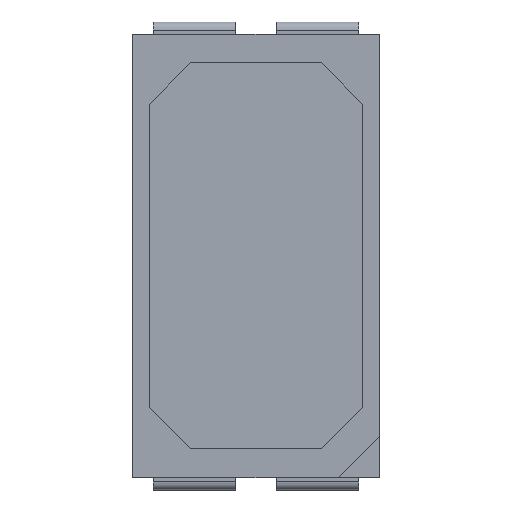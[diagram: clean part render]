
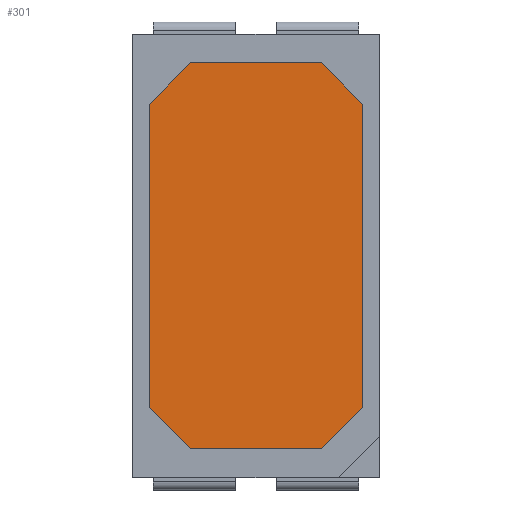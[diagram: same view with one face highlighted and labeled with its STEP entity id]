
A CAD part, top view. The second image highlights one B-rep face of the part: STEP entity #301.
In plain terms, the highlighted planar face has unit normal (0, 0, 1).
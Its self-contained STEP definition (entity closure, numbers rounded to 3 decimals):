
#301 = ADVANCED_FACE( '', ( #549 ), #550, .T. );
#549 = FACE_OUTER_BOUND( '', #777, .T. );
#550 = PLANE( '', #778 );
#777 = EDGE_LOOP( '', ( #1271, #1272, #1273, #1274, #1275, #1276, #1277, #1278 ) );
#778 = AXIS2_PLACEMENT_3D( '', #1279, #1280, #1281 );
#1271 = ORIENTED_EDGE( '', *, *, #1644, .T. );
#1272 = ORIENTED_EDGE( '', *, *, #1520, .T. );
#1273 = ORIENTED_EDGE( '', *, *, #1650, .T. );
#1274 = ORIENTED_EDGE( '', *, *, #1681, .T. );
#1275 = ORIENTED_EDGE( '', *, *, #1682, .T. );
#1276 = ORIENTED_EDGE( '', *, *, #1479, .T. );
#1277 = ORIENTED_EDGE( '', *, *, #1627, .T. );
#1278 = ORIENTED_EDGE( '', *, *, #1683, .T. );
#1279 = CARTESIAN_POINT( '', ( 0., 0., 0. ) );
#1280 = DIRECTION( '', ( 0., 0., 1. ) );
#1281 = DIRECTION( '', ( 1., 0., 0. ) );
#1479 = EDGE_CURVE( '', #1731, #1729, #1732, .T. );
#1520 = EDGE_CURVE( '', #1799, #1804, #1806, .T. );
#1627 = EDGE_CURVE( '', #1729, #1969, #1971, .T. );
#1644 = EDGE_CURVE( '', #1993, #1799, #1995, .T. );
#1650 = EDGE_CURVE( '', #1804, #2001, #2003, .T. );
#1681 = EDGE_CURVE( '', #2001, #2042, #2043, .T. );
#1682 = EDGE_CURVE( '', #2042, #1731, #2044, .T. );
#1683 = EDGE_CURVE( '', #1969, #1993, #2045, .T. );
#1729 = VERTEX_POINT( '', #2095 );
#1731 = VERTEX_POINT( '', #2097 );
#1732 = LINE( '', #2098, #2099 );
#1799 = VERTEX_POINT( '', #2195 );
#1804 = VERTEX_POINT( '', #2201 );
#1806 = LINE( '', #2203, #2204 );
#1969 = VERTEX_POINT( '', #2425 );
#1971 = LINE( '', #2427, #2428 );
#1993 = VERTEX_POINT( '', #2456 );
#1995 = LINE( '', #2458, #2459 );
#2001 = VERTEX_POINT( '', #2466 );
#2003 = LINE( '', #2468, #2469 );
#2042 = VERTEX_POINT( '', #2524 );
#2043 = LINE( '', #2525, #2526 );
#2044 = LINE( '', #2527, #2528 );
#2045 = LINE( '', #2529, #2530 );
#2095 = CARTESIAN_POINT( '', ( -0.8, 2.35, 0. ) );
#2097 = CARTESIAN_POINT( '', ( 0.8, 2.35, 0. ) );
#2098 = CARTESIAN_POINT( '', ( 0.8, 2.35, 0. ) );
#2099 = VECTOR( '', #2589, 1000. );
#2195 = CARTESIAN_POINT( '', ( -0.8, -2.35, 0. ) );
#2201 = CARTESIAN_POINT( '', ( 0.8, -2.35, 0. ) );
#2203 = CARTESIAN_POINT( '', ( -0.8, -2.35, 0. ) );
#2204 = VECTOR( '', #2629, 1000. );
#2425 = CARTESIAN_POINT( '', ( -1.3, 1.85, 0. ) );
#2427 = CARTESIAN_POINT( '', ( -1.3, 1.85, 0. ) );
#2428 = VECTOR( '', #2757, 1000. );
#2456 = CARTESIAN_POINT( '', ( -1.3, -1.85, 0. ) );
#2458 = CARTESIAN_POINT( '', ( -1.3, -1.85, 0. ) );
#2459 = VECTOR( '', #2779, 1000. );
#2466 = CARTESIAN_POINT( '', ( 1.3, -1.85, 0. ) );
#2468 = CARTESIAN_POINT( '', ( 1.3, -1.85, 0. ) );
#2469 = VECTOR( '', #2787, 1000. );
#2524 = CARTESIAN_POINT( '', ( 1.3, 1.85, 0. ) );
#2525 = CARTESIAN_POINT( '', ( 1.3, -1.85, 0. ) );
#2526 = VECTOR( '', #2816, 1000. );
#2527 = CARTESIAN_POINT( '', ( 1.3, 1.85, 0. ) );
#2528 = VECTOR( '', #2817, 1000. );
#2529 = CARTESIAN_POINT( '', ( -1.3, 1.85, 0. ) );
#2530 = VECTOR( '', #2818, 1000. );
#2589 = DIRECTION( '', ( -1., 0., 0. ) );
#2629 = DIRECTION( '', ( 1., 0., 0. ) );
#2757 = DIRECTION( '', ( -0.707, -0.707, 0. ) );
#2779 = DIRECTION( '', ( 0.707, -0.707, 0. ) );
#2787 = DIRECTION( '', ( 0.707, 0.707, 0. ) );
#2816 = DIRECTION( '', ( 0., 1., 0. ) );
#2817 = DIRECTION( '', ( -0.707, 0.707, 0. ) );
#2818 = DIRECTION( '', ( 0., -1., 0. ) );
